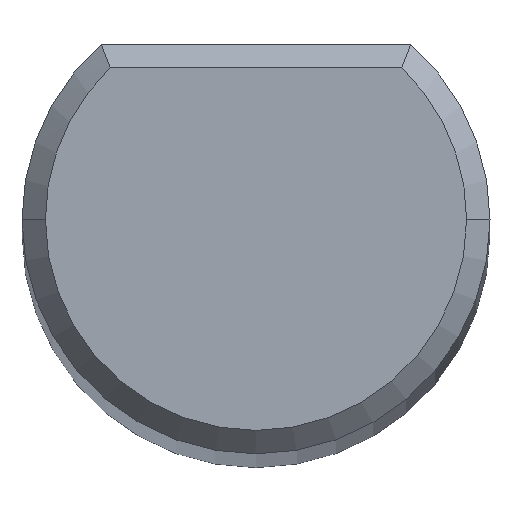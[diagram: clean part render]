
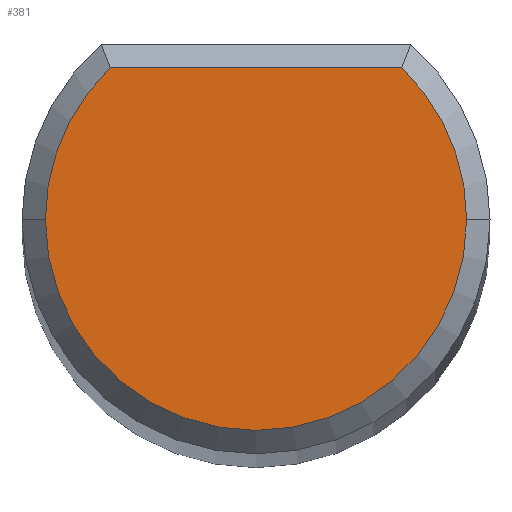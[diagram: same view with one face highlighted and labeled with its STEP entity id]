
A CAD part, top view. The second image highlights one B-rep face of the part: STEP entity #381.
In plain terms, the highlighted planar face has unit normal (0, 0, 1).
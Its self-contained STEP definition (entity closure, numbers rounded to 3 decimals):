
#4 = CARTESIAN_POINT ( 'NONE',  ( 1.245, 1.3, 68. ) ) ;
#11 = DIRECTION ( 'NONE',  ( 0., 0., -1. ) ) ;
#44 = DIRECTION ( 'NONE',  ( 0., 0., 1. ) ) ;
#76 = DIRECTION ( 'NONE',  ( 0., 0., -1. ) ) ;
#104 = EDGE_CURVE ( 'NONE', #208, #276, #282, .T. ) ;
#105 = CARTESIAN_POINT ( 'NONE',  ( -1.8, 0., 68. ) ) ;
#109 = AXIS2_PLACEMENT_3D ( 'NONE', #328, #401, #242 ) ;
#115 = ORIENTED_EDGE ( 'NONE', *, *, #347, .F. ) ;
#141 = LINE ( 'NONE', #393, #231 ) ;
#148 = VERTEX_POINT ( 'NONE', #392 ) ;
#155 = AXIS2_PLACEMENT_3D ( 'NONE', #355, #11, #192 ) ;
#160 = AXIS2_PLACEMENT_3D ( 'NONE', #398, #44, #294 ) ;
#174 = PLANE ( 'NONE',  #160 ) ;
#192 = DIRECTION ( 'NONE',  ( -1., 0., 0. ) ) ;
#196 = CARTESIAN_POINT ( 'NONE',  ( 0., 0., 68. ) ) ;
#208 = VERTEX_POINT ( 'NONE', #105 ) ;
#213 = ORIENTED_EDGE ( 'NONE', *, *, #384, .F. ) ;
#231 = VECTOR ( 'NONE', #289, 1000. ) ;
#242 = DIRECTION ( 'NONE',  ( -1., 0., 0. ) ) ;
#253 = EDGE_CURVE ( 'NONE', #404, #276, #141, .T. ) ;
#273 = EDGE_LOOP ( 'NONE', ( #213, #309, #335, #115 ) ) ;
#276 = VERTEX_POINT ( 'NONE', #296 ) ;
#282 = CIRCLE ( 'NONE', #109, 1.8 ) ;
#284 = AXIS2_PLACEMENT_3D ( 'NONE', #196, #76, #325 ) ;
#285 = FACE_OUTER_BOUND ( 'NONE', #273, .T. ) ;
#289 = DIRECTION ( 'NONE',  ( -1., 0., 0. ) ) ;
#294 = DIRECTION ( 'NONE',  ( 1., 0., 0. ) ) ;
#296 = CARTESIAN_POINT ( 'NONE',  ( -1.245, 1.3, 68. ) ) ;
#309 = ORIENTED_EDGE ( 'NONE', *, *, #253, .T. ) ;
#325 = DIRECTION ( 'NONE',  ( -1., 0., 0. ) ) ;
#328 = CARTESIAN_POINT ( 'NONE',  ( 0., 0., 68. ) ) ;
#333 = CIRCLE ( 'NONE', #284, 1.8 ) ;
#335 = ORIENTED_EDGE ( 'NONE', *, *, #104, .F. ) ;
#347 = EDGE_CURVE ( 'NONE', #148, #208, #333, .T. ) ;
#355 = CARTESIAN_POINT ( 'NONE',  ( 0., 0., 68. ) ) ;
#360 = CIRCLE ( 'NONE', #155, 1.8 ) ;
#381 = ADVANCED_FACE ( 'NONE', ( #285 ), #174, .T. ) ;
#384 = EDGE_CURVE ( 'NONE', #404, #148, #360, .T. ) ;
#392 = CARTESIAN_POINT ( 'NONE',  ( 1.8, 0., 68. ) ) ;
#393 = CARTESIAN_POINT ( 'NONE',  ( 0., 1.3, 68. ) ) ;
#398 = CARTESIAN_POINT ( 'NONE',  ( 0., 0., 68. ) ) ;
#401 = DIRECTION ( 'NONE',  ( 0., 0., -1. ) ) ;
#404 = VERTEX_POINT ( 'NONE', #4 ) ;
